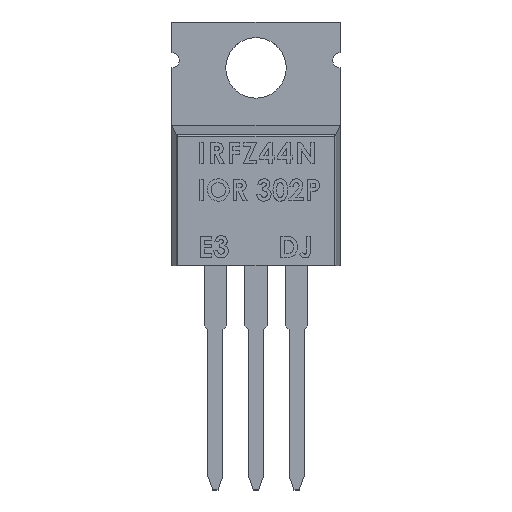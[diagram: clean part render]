
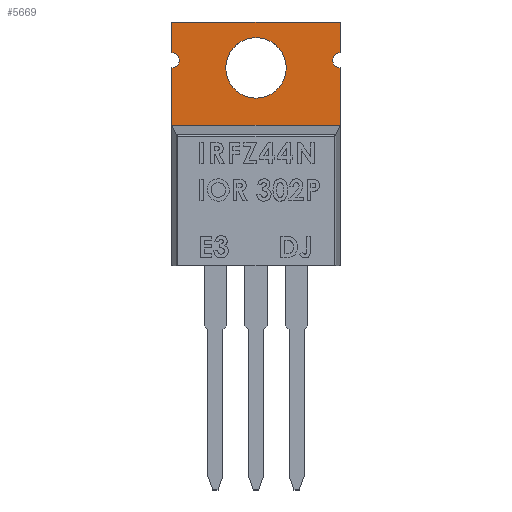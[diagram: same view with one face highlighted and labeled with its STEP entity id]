
A CAD part, top view. The second image highlights one B-rep face of the part: STEP entity #5669.
In plain terms, the highlighted planar face has unit normal (0, 0, 1).
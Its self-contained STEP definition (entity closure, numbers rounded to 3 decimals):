
#244 = CARTESIAN_POINT ( 'NONE',  ( 7.16, 12.37, 1.32 ) ) ;
#266 = EDGE_CURVE ( 'NONE', #10044, #3287, #2840, .T. ) ;
#589 = CARTESIAN_POINT ( 'NONE',  ( 0., 0., 1.32 ) ) ;
#594 = CARTESIAN_POINT ( 'NONE',  ( 0., 12.37, 1.32 ) ) ;
#760 = CARTESIAN_POINT ( 'NONE',  ( 5.27, 12.37, 1.32 ) ) ;
#1197 = DIRECTION ( 'NONE',  ( 1., 0., 0. ) ) ;
#1226 = DIRECTION ( 'NONE',  ( 1., 0., 0. ) ) ;
#1657 = EDGE_CURVE ( 'NONE', #12260, #6631, #9419, .T. ) ;
#1862 = CARTESIAN_POINT ( 'NONE',  ( 10.54, 0., 1.32 ) ) ;
#2088 = CARTESIAN_POINT ( 'NONE',  ( 3.38, 12.37, 1.32 ) ) ;
#2276 = AXIS2_PLACEMENT_3D ( 'NONE', #8468, #5173, #4104 ) ;
#2393 = CARTESIAN_POINT ( 'NONE',  ( 0.472, 12.842, 1.32 ) ) ;
#2785 = DIRECTION ( 'NONE',  ( -1., 0., 0. ) ) ;
#2840 = CIRCLE ( 'NONE', #3975, 0.472 ) ;
#2962 = VECTOR ( 'NONE', #13763, 1000. ) ;
#2984 = VERTEX_POINT ( 'NONE', #12651 ) ;
#2985 = VERTEX_POINT ( 'NONE', #9359 ) ;
#3140 = AXIS2_PLACEMENT_3D ( 'NONE', #7958, #3581, #8873 ) ;
#3159 = FACE_BOUND ( 'NONE', #11972, .T. ) ;
#3287 = VERTEX_POINT ( 'NONE', #2393 ) ;
#3581 = DIRECTION ( 'NONE',  ( 0., 0., -1. ) ) ;
#3593 = CARTESIAN_POINT ( 'NONE',  ( 0., 8.77, 1.32 ) ) ;
#3950 = VERTEX_POINT ( 'NONE', #9782 ) ;
#3975 = AXIS2_PLACEMENT_3D ( 'NONE', #5421, #7743, #1226 ) ;
#4104 = DIRECTION ( 'NONE',  ( 1., 0., 0. ) ) ;
#4228 = DIRECTION ( 'NONE',  ( 1., 0., 0. ) ) ;
#4237 = LINE ( 'NONE', #9586, #12619 ) ;
#4321 = DIRECTION ( 'NONE',  ( 0., -1., 0. ) ) ;
#4371 = FACE_OUTER_BOUND ( 'NONE', #13460, .T. ) ;
#4445 = VERTEX_POINT ( 'NONE', #13807 ) ;
#4538 = CIRCLE ( 'NONE', #11257, 0.473 ) ;
#4729 = CARTESIAN_POINT ( 'NONE',  ( 0., 8.77, 1.32 ) ) ;
#4746 = VERTEX_POINT ( 'NONE', #3593 ) ;
#4820 = ORIENTED_EDGE ( 'NONE', *, *, #11661, .T. ) ;
#5173 = DIRECTION ( 'NONE',  ( 0., 0., 1. ) ) ;
#5421 = CARTESIAN_POINT ( 'NONE',  ( 0., 12.842, 1.32 ) ) ;
#5470 = AXIS2_PLACEMENT_3D ( 'NONE', #760, #6090, #4228 ) ;
#5669 = ADVANCED_FACE ( 'NONE', ( #3159, #4371 ), #8662, .F. ) ;
#5721 = DIRECTION ( 'NONE',  ( 1., 0., 0. ) ) ;
#6065 = DIRECTION ( 'NONE',  ( 0., 0., 1. ) ) ;
#6090 = DIRECTION ( 'NONE',  ( 0., 0., 1. ) ) ;
#6149 = CIRCLE ( 'NONE', #5470, 1.89 ) ;
#6506 = ORIENTED_EDGE ( 'NONE', *, *, #11103, .F. ) ;
#6631 = VERTEX_POINT ( 'NONE', #244 ) ;
#7245 = VECTOR ( 'NONE', #12137, 1000. ) ;
#7500 = LINE ( 'NONE', #13955, #11084 ) ;
#7571 = ORIENTED_EDGE ( 'NONE', *, *, #10418, .T. ) ;
#7717 = VECTOR ( 'NONE', #9004, 1000. ) ;
#7743 = DIRECTION ( 'NONE',  ( 0., 0., 1. ) ) ;
#7958 = CARTESIAN_POINT ( 'NONE',  ( 0., 0., 1.32 ) ) ;
#8067 = LINE ( 'NONE', #12355, #7245 ) ;
#8124 = VERTEX_POINT ( 'NONE', #10801 ) ;
#8291 = LINE ( 'NONE', #1862, #2962 ) ;
#8468 = CARTESIAN_POINT ( 'NONE',  ( 0., 12.842, 1.32 ) ) ;
#8536 = DIRECTION ( 'NONE',  ( -1., 0., 0. ) ) ;
#8662 = PLANE ( 'NONE',  #3140 ) ;
#8849 = ORIENTED_EDGE ( 'NONE', *, *, #1657, .F. ) ;
#8873 = DIRECTION ( 'NONE',  ( -1., 0., 0. ) ) ;
#8876 = LINE ( 'NONE', #4729, #11270 ) ;
#9004 = DIRECTION ( 'NONE',  ( 0., -1., 0. ) ) ;
#9243 = ORIENTED_EDGE ( 'NONE', *, *, #10171, .T. ) ;
#9359 = CARTESIAN_POINT ( 'NONE',  ( 10.54, 15.24, 1.32 ) ) ;
#9419 = CIRCLE ( 'NONE', #13902, 1.89 ) ;
#9556 = EDGE_CURVE ( 'NONE', #2985, #3950, #4237, .T. ) ;
#9586 = CARTESIAN_POINT ( 'NONE',  ( 0., 15.24, 1.32 ) ) ;
#9782 = CARTESIAN_POINT ( 'NONE',  ( 0., 15.24, 1.32 ) ) ;
#9875 = ORIENTED_EDGE ( 'NONE', *, *, #10036, .F. ) ;
#10036 = EDGE_CURVE ( 'NONE', #4445, #2984, #4538, .T. ) ;
#10044 = VERTEX_POINT ( 'NONE', #594 ) ;
#10171 = EDGE_CURVE ( 'NONE', #4445, #2985, #8067, .T. ) ;
#10418 = EDGE_CURVE ( 'NONE', #4746, #8124, #8876, .T. ) ;
#10594 = CIRCLE ( 'NONE', #2276, 0.472 ) ;
#10703 = CARTESIAN_POINT ( 'NONE',  ( 5.27, 12.37, 1.32 ) ) ;
#10773 = EDGE_CURVE ( 'NONE', #3287, #12008, #10594, .T. ) ;
#10801 = CARTESIAN_POINT ( 'NONE',  ( 10.54, 8.77, 1.32 ) ) ;
#10852 = DIRECTION ( 'NONE',  ( 0., 0., 1. ) ) ;
#11084 = VECTOR ( 'NONE', #4321, 1000. ) ;
#11103 = EDGE_CURVE ( 'NONE', #6631, #12260, #6149, .T. ) ;
#11196 = ORIENTED_EDGE ( 'NONE', *, *, #13690, .T. ) ;
#11257 = AXIS2_PLACEMENT_3D ( 'NONE', #12584, #6065, #2785 ) ;
#11270 = VECTOR ( 'NONE', #5721, 1000. ) ;
#11661 = EDGE_CURVE ( 'NONE', #8124, #2984, #8291, .T. ) ;
#11972 = EDGE_LOOP ( 'NONE', ( #6506, #8849 ) ) ;
#12008 = VERTEX_POINT ( 'NONE', #13039 ) ;
#12137 = DIRECTION ( 'NONE',  ( 0., 1., 0. ) ) ;
#12260 = VERTEX_POINT ( 'NONE', #2088 ) ;
#12303 = EDGE_CURVE ( 'NONE', #3950, #12008, #13361, .T. ) ;
#12355 = CARTESIAN_POINT ( 'NONE',  ( 10.54, 0., 1.32 ) ) ;
#12443 = ORIENTED_EDGE ( 'NONE', *, *, #9556, .T. ) ;
#12464 = ORIENTED_EDGE ( 'NONE', *, *, #266, .F. ) ;
#12584 = CARTESIAN_POINT ( 'NONE',  ( 10.54, 12.842, 1.32 ) ) ;
#12619 = VECTOR ( 'NONE', #8536, 1000. ) ;
#12651 = CARTESIAN_POINT ( 'NONE',  ( 10.54, 12.37, 1.32 ) ) ;
#13039 = CARTESIAN_POINT ( 'NONE',  ( 0., 13.315, 1.32 ) ) ;
#13360 = ORIENTED_EDGE ( 'NONE', *, *, #10773, .F. ) ;
#13361 = LINE ( 'NONE', #589, #7717 ) ;
#13375 = ORIENTED_EDGE ( 'NONE', *, *, #12303, .T. ) ;
#13460 = EDGE_LOOP ( 'NONE', ( #13375, #13360, #12464, #11196, #7571, #4820, #9875, #9243, #12443 ) ) ;
#13690 = EDGE_CURVE ( 'NONE', #10044, #4746, #7500, .T. ) ;
#13763 = DIRECTION ( 'NONE',  ( 0., 1., 0. ) ) ;
#13807 = CARTESIAN_POINT ( 'NONE',  ( 10.54, 13.315, 1.32 ) ) ;
#13902 = AXIS2_PLACEMENT_3D ( 'NONE', #10703, #10852, #1197 ) ;
#13955 = CARTESIAN_POINT ( 'NONE',  ( 0., 0., 1.32 ) ) ;
